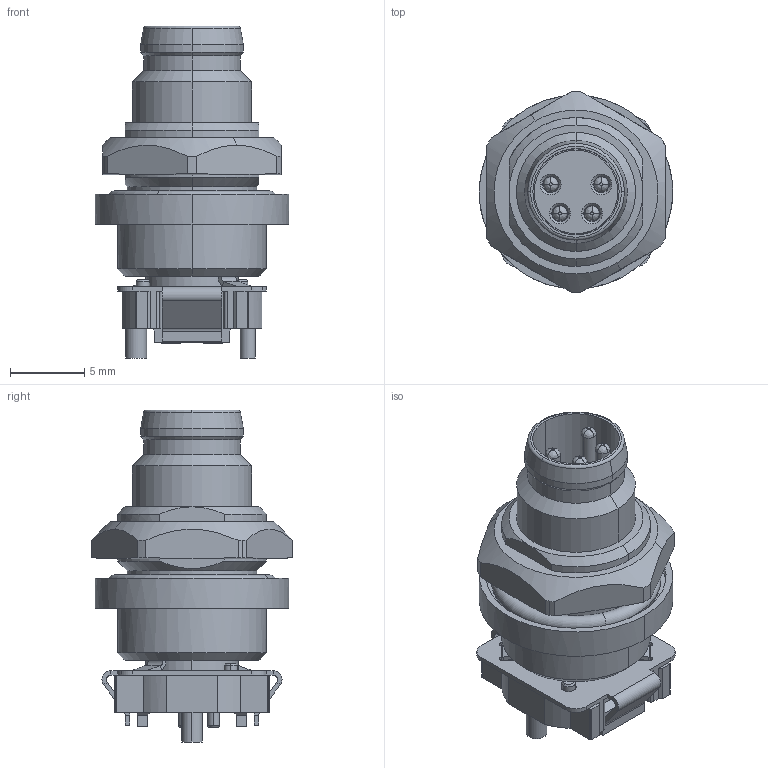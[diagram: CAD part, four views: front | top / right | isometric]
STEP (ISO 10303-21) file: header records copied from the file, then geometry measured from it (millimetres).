
FILE_DESCRIPTION(('CATIA V5R24 STEP','CAx-IF Rec.Pracs.--- Model Styling and Organization---1.2---2011-12-15'),'2;1');
FILE_NAME ('D1461821_0_2422620000_2422620000.stp','2017-05-15T07:54:09+00:00',('none'),('Weidmueller'),'CATIA Version 5-6 Release 2014 SP4 HF52','CATIA V5 STEP AP214','none');
FILE_SCHEMA(('AUTOMOTIVE_DESIGN { 1 0 10303 214 1 1 1 1 }'));
Length unit declared in the file: millimetre
Products named in the file (1): v5-standard_part
Bounding box: 12.99 x 13.5 x 22.3 mm (x, y, z)
Volume: 1319.6 mm3; surface area: 2290.5 mm2
Topology: 1 solids, 13 shells, 571 faces, 1415 edges, 895 vertices
Faces by surface type: cylinder 246, plane 215, cone 58, bspline 30, torus 22
Entity records: 18721 total; most frequent: CARTESIAN_POINT 5326, ORIENTED_EDGE 2830, DIRECTION 2202, EDGE_CURVE 1415, AXIS2_PLACEMENT_3D 1001, VERTEX_POINT 895, VECTOR 660, LINE 660
